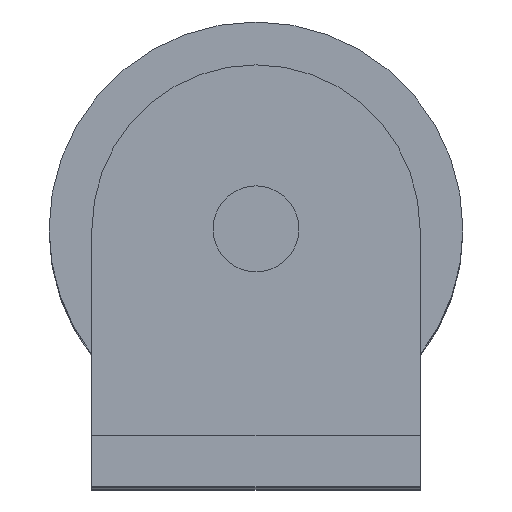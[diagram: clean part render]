
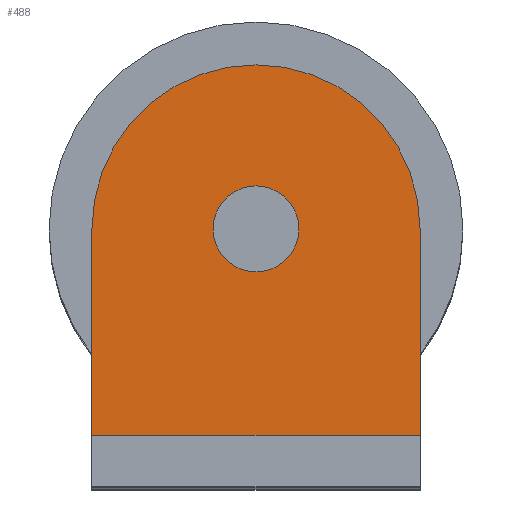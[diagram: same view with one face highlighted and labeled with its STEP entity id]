
A CAD part, top view. The second image highlights one B-rep face of the part: STEP entity #488.
In plain terms, the highlighted planar face has unit normal (0, 0, 1).
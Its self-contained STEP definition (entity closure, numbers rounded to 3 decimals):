
#8 = CARTESIAN_POINT ( 'NONE',  ( 0., 0., 33.5 ) ) ;
#47 = EDGE_CURVE ( 'NONE', #1008, #936, #1009, .T. ) ;
#99 = AXIS2_PLACEMENT_3D ( 'NONE', #8, #647, #1293 ) ;
#128 = CIRCLE ( 'NONE', #1289, 2.5 ) ;
#149 = DIRECTION ( 'NONE',  ( 1., 0., 0. ) ) ;
#328 = CARTESIAN_POINT ( 'NONE',  ( -9.55, -12.05, 33.5 ) ) ;
#351 = CIRCLE ( 'NONE', #1229, 2.5 ) ;
#403 = EDGE_CURVE ( 'NONE', #1264, #712, #128, .T. ) ;
#436 = CARTESIAN_POINT ( 'NONE',  ( 2.5, 0., 33.5 ) ) ;
#444 = DIRECTION ( 'NONE',  ( 1., 0., 0. ) ) ;
#448 = EDGE_CURVE ( 'NONE', #712, #1264, #351, .T. ) ;
#473 = CARTESIAN_POINT ( 'NONE',  ( 0., 0., 33.5 ) ) ;
#488 = ADVANCED_FACE ( 'NONE', ( #1242, #917 ), #1346, .T. ) ;
#582 = CARTESIAN_POINT ( 'NONE',  ( 0., 0., 33.5 ) ) ;
#590 = VERTEX_POINT ( 'NONE', #328 ) ;
#636 = LINE ( 'NONE', #876, #1275 ) ;
#644 = CARTESIAN_POINT ( 'NONE',  ( -9.55, 0., 33.5 ) ) ;
#647 = DIRECTION ( 'NONE',  ( 0., 0., 1. ) ) ;
#669 = DIRECTION ( 'NONE',  ( 0., 0., 1. ) ) ;
#685 = ORIENTED_EDGE ( 'NONE', *, *, #1338, .T. ) ;
#698 = DIRECTION ( 'NONE',  ( 1., 0., 0. ) ) ;
#704 = CARTESIAN_POINT ( 'NONE',  ( 9.55, -12.05, 33.5 ) ) ;
#712 = VERTEX_POINT ( 'NONE', #1288 ) ;
#730 = CARTESIAN_POINT ( 'NONE',  ( 9.55, 0., 33.5 ) ) ;
#751 = ORIENTED_EDGE ( 'NONE', *, *, #403, .F. ) ;
#774 = EDGE_CURVE ( 'NONE', #959, #590, #865, .T. ) ;
#815 = CARTESIAN_POINT ( 'NONE',  ( -9.55, 0., 33.5 ) ) ;
#816 = VECTOR ( 'NONE', #832, 1000. ) ;
#832 = DIRECTION ( 'NONE',  ( 0., -1., 0. ) ) ;
#865 = LINE ( 'NONE', #1171, #1100 ) ;
#876 = CARTESIAN_POINT ( 'NONE',  ( 9.55, -15.05, 33.5 ) ) ;
#917 = FACE_OUTER_BOUND ( 'NONE', #1050, .T. ) ;
#936 = VERTEX_POINT ( 'NONE', #815 ) ;
#959 = VERTEX_POINT ( 'NONE', #704 ) ;
#984 = DIRECTION ( 'NONE',  ( 0., 1., 0. ) ) ;
#1008 = VERTEX_POINT ( 'NONE', #730 ) ;
#1009 = CIRCLE ( 'NONE', #99, 9.55 ) ;
#1019 = DIRECTION ( 'NONE',  ( 0., 0., 1. ) ) ;
#1050 = EDGE_LOOP ( 'NONE', ( #685, #1356, #1381, #1405 ) ) ;
#1095 = CARTESIAN_POINT ( 'NONE',  ( 0., 0., 33.5 ) ) ;
#1100 = VECTOR ( 'NONE', #1386, 1000. ) ;
#1112 = AXIS2_PLACEMENT_3D ( 'NONE', #473, #1135, #698 ) ;
#1135 = DIRECTION ( 'NONE',  ( 0., 0., 1. ) ) ;
#1171 = CARTESIAN_POINT ( 'NONE',  ( -9.55, -12.05, 33.5 ) ) ;
#1229 = AXIS2_PLACEMENT_3D ( 'NONE', #582, #1019, #149 ) ;
#1242 = FACE_BOUND ( 'NONE', #1389, .T. ) ;
#1264 = VERTEX_POINT ( 'NONE', #436 ) ;
#1275 = VECTOR ( 'NONE', #984, 1000. ) ;
#1288 = CARTESIAN_POINT ( 'NONE',  ( -2.5, 0., 33.5 ) ) ;
#1289 = AXIS2_PLACEMENT_3D ( 'NONE', #1095, #669, #444 ) ;
#1293 = DIRECTION ( 'NONE',  ( 1., 0., 0. ) ) ;
#1307 = LINE ( 'NONE', #644, #816 ) ;
#1312 = EDGE_CURVE ( 'NONE', #959, #1008, #636, .T. ) ;
#1338 = EDGE_CURVE ( 'NONE', #936, #590, #1307, .T. ) ;
#1346 = PLANE ( 'NONE',  #1112 ) ;
#1356 = ORIENTED_EDGE ( 'NONE', *, *, #774, .F. ) ;
#1360 = ORIENTED_EDGE ( 'NONE', *, *, #448, .F. ) ;
#1381 = ORIENTED_EDGE ( 'NONE', *, *, #1312, .T. ) ;
#1386 = DIRECTION ( 'NONE',  ( -1., 0., 0. ) ) ;
#1389 = EDGE_LOOP ( 'NONE', ( #1360, #751 ) ) ;
#1405 = ORIENTED_EDGE ( 'NONE', *, *, #47, .T. ) ;
